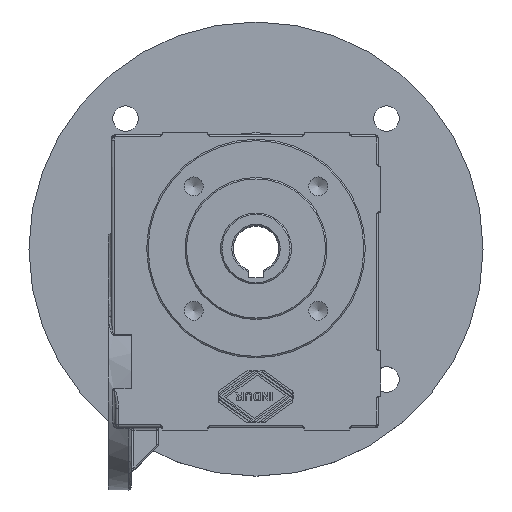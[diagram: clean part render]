
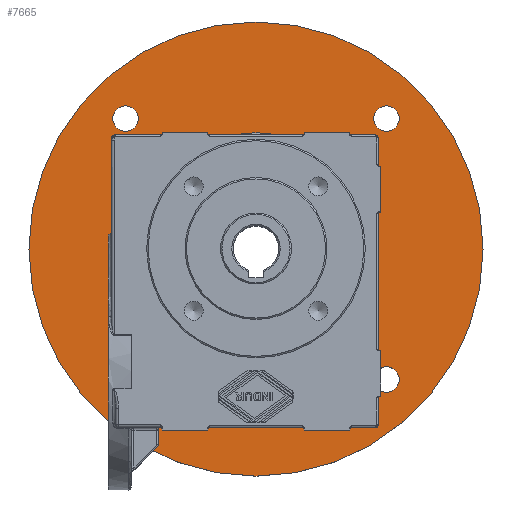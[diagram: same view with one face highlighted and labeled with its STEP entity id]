
A CAD part, top view. The second image highlights one B-rep face of the part: STEP entity #7665.
In plain terms, the highlighted planar face has unit normal (0, 0, 1).
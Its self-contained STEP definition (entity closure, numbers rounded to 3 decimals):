
#7587=CARTESIAN_POINT('',(52.0,-1.,-67.));
#7588=VERTEX_POINT('',#7587);
#7589=CARTESIAN_POINT('',(52.0,40.,-67.0));
#7590=DIRECTION('',(0.0,0.0,1.0));
#7591=DIRECTION('',(0.0,1.0,0.0));
#7592=AXIS2_PLACEMENT_3D('',#7589,#7590,#7591);
#7593=CIRCLE('',#7592,41.);
#7594=EDGE_CURVE('',#7588,#7588,#7593,.T.);
#7602=CARTESIAN_POINT('',(52.0,-20.,-67.));
#7603=DIRECTION('',(0.0,0.0,1.0));
#7604=DIRECTION('',(1.0,0.0,0.0));
#7605=AXIS2_PLACEMENT_3D('',#7602,#7603,#7604);
#7606=PLANE('',#7605);
#7607=CARTESIAN_POINT('',(52.0,-40.,-67.));
#7608=VERTEX_POINT('',#7607);
#7609=CARTESIAN_POINT('',(52.0,40.,-67.));
#7610=DIRECTION('',(0.0,0.0,1.0));
#7611=DIRECTION('',(0.0,-1.0,0.0));
#7612=AXIS2_PLACEMENT_3D('',#7609,#7610,#7611);
#7613=CIRCLE('',#7612,80.);
#7614=EDGE_CURVE('',#7608,#7608,#7613,.T.);
#7615=ORIENTED_EDGE('',*,*,#7614,.T.);
#7616=EDGE_LOOP('',(#7615));
#7617=FACE_OUTER_BOUND('',#7616,.T.);
#7618=CARTESIAN_POINT('',(93.462,85.962,-67.0));
#7619=VERTEX_POINT('',#7618);
#7620=CARTESIAN_POINT('',(97.962,85.962,-67.0));
#7621=DIRECTION('',(0.0,0.0,-1.0));
#7622=DIRECTION('',(-1.0,0.0,0.0));
#7623=AXIS2_PLACEMENT_3D('',#7620,#7621,#7622);
#7624=CIRCLE('',#7623,4.5);
#7625=EDGE_CURVE('',#7619,#7619,#7624,.T.);
#7626=ORIENTED_EDGE('',*,*,#7625,.T.);
#7627=EDGE_LOOP('',(#7626));
#7628=FACE_BOUND('',#7627,.T.);
#7629=CARTESIAN_POINT('',(1.538,-5.962,-67.));
#7630=VERTEX_POINT('',#7629);
#7631=CARTESIAN_POINT('',(6.038,-5.962,-67.));
#7632=DIRECTION('',(0.0,0.0,-1.0));
#7633=DIRECTION('',(-1.0,0.0,0.0));
#7634=AXIS2_PLACEMENT_3D('',#7631,#7632,#7633);
#7635=CIRCLE('',#7634,4.5);
#7636=EDGE_CURVE('',#7630,#7630,#7635,.T.);
#7637=ORIENTED_EDGE('',*,*,#7636,.T.);
#7638=EDGE_LOOP('',(#7637));
#7639=FACE_BOUND('',#7638,.T.);
#7640=CARTESIAN_POINT('',(1.538,85.962,-67.0));
#7641=VERTEX_POINT('',#7640);
#7642=CARTESIAN_POINT('',(6.038,85.962,-67.0));
#7643=DIRECTION('',(0.0,0.0,-1.0));
#7644=DIRECTION('',(-1.0,0.0,0.0));
#7645=AXIS2_PLACEMENT_3D('',#7642,#7643,#7644);
#7646=CIRCLE('',#7645,4.5);
#7647=EDGE_CURVE('',#7641,#7641,#7646,.T.);
#7648=ORIENTED_EDGE('',*,*,#7647,.T.);
#7649=EDGE_LOOP('',(#7648));
#7650=FACE_BOUND('',#7649,.T.);
#7651=CARTESIAN_POINT('',(93.462,-5.962,-67.));
#7652=VERTEX_POINT('',#7651);
#7653=CARTESIAN_POINT('',(97.962,-5.962,-67.));
#7654=DIRECTION('',(0.0,0.0,-1.0));
#7655=DIRECTION('',(-1.0,0.0,0.0));
#7656=AXIS2_PLACEMENT_3D('',#7653,#7654,#7655);
#7657=CIRCLE('',#7656,4.5);
#7658=EDGE_CURVE('',#7652,#7652,#7657,.T.);
#7659=ORIENTED_EDGE('',*,*,#7658,.T.);
#7660=EDGE_LOOP('',(#7659));
#7661=FACE_BOUND('',#7660,.T.);
#7662=ORIENTED_EDGE('',*,*,#7594,.F.);
#7663=EDGE_LOOP('',(#7662));
#7664=FACE_BOUND('',#7663,.T.);
#7665=ADVANCED_FACE('',(#7617,#7628,#7639,#7650,#7661,#7664),#7606,.T.);
